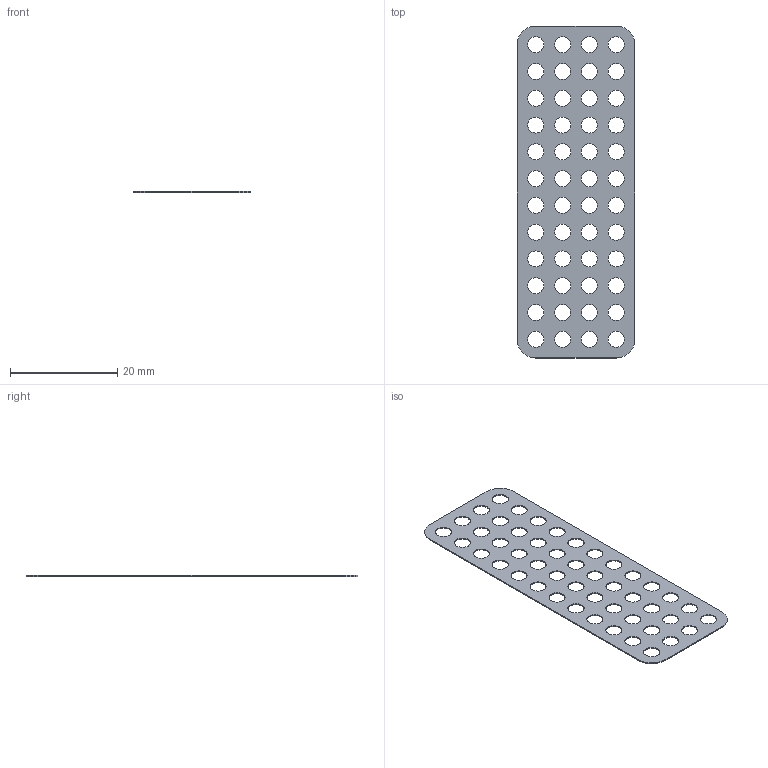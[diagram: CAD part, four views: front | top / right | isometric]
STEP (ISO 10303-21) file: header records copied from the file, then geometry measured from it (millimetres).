
FILE_DESCRIPTION(('Open CASCADE Model'),'2;1');
FILE_NAME('Open CASCADE Shape Model','2025-10-08T08:01:36',('Author'),( 'Open CASCADE'),'Open CASCADE STEP processor 7.5','Open CASCADE 7.5' ,'Unknown');
FILE_SCHEMA(('AUTOMOTIVE_DESIGN { 1 0 10303 214 1 1 1 1 }'));
Length unit declared in the file: millimetre
Products named in the file (3): PCB; Board; Open CASCADE STEP translator 7.5 1.1.1
Assembly tree (2 placements, depth 3):
  PCB
    Board
      Open CASCADE STEP translator 7.5 1.1.1
Bounding box: 22 x 62 x 0.2 mm (x, y, z)
Volume: 199.8 mm3; surface area: 2149.4 mm2
Topology: 1 solids, 1 shells, 58 faces, 168 edges, 112 vertices
Faces by surface type: cylinder 52, plane 6
Full cylindrical faces by diameter (mm): 3 x48
Entity records: 2225 total; most frequent: DIRECTION 394, CARTESIAN_POINT 341, ORIENTED_EDGE 336, EDGE_CURVE 168, AXIS2_PLACEMENT_3D 165, FACE_BOUND 154, EDGE_LOOP 154, VERTEX_POINT 112
